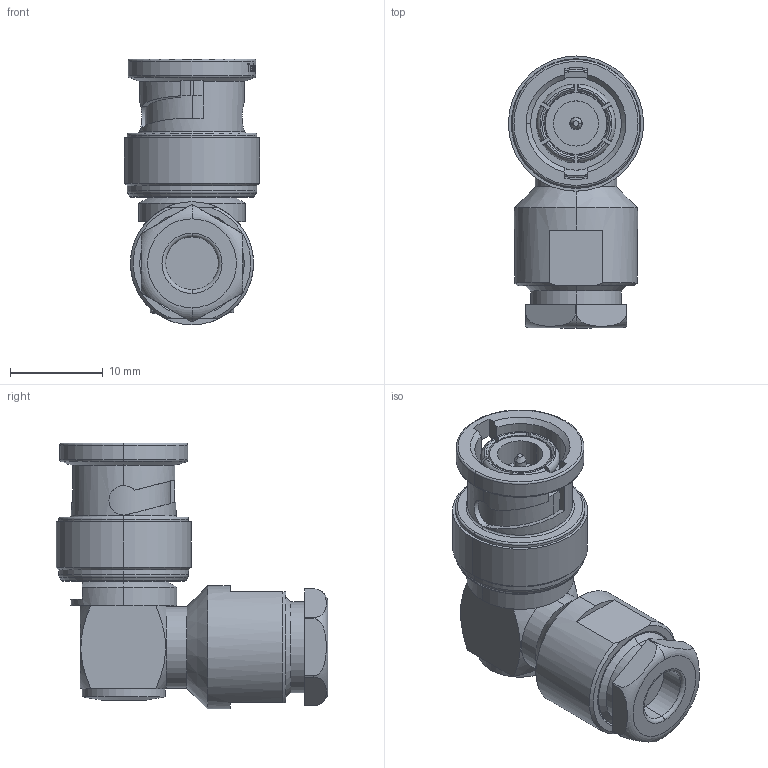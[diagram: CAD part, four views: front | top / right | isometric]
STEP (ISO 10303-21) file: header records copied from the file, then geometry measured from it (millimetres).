
FILE_DESCRIPTION (( 'STEP AP214' ), '1' );
FILE_NAME ('J01000A0073.STEP', '2019-07-02T14:15:04', ( '' ), ( '' ), 'SwSTEP 2.0', 'SolidWorks 2018', '' );
FILE_SCHEMA (( 'AUTOMOTIVE_DESIGN' ));
Length unit declared in the file: millimetre
Products named in the file (1): J01000A0073
Bounding box: 14.6 x 29.35 x 28.7 mm (x, y, z)
Volume: 4640.9 mm3; surface area: 2767.8 mm2
Topology: 1 solids, 1 shells, 346 faces, 888 edges, 574 vertices
Faces by surface type: plane 123, cylinder 84, bspline 78, cone 39, torus 22
Entity records: 17421 total; most frequent: CARTESIAN_POINT 5811, ORIENTED_EDGE 1776, DIRECTION 1404, EDGE_CURVE 888, VERTEX_POINT 574, AXIS2_PLACEMENT_3D 510, VECTOR 384, LINE 384
